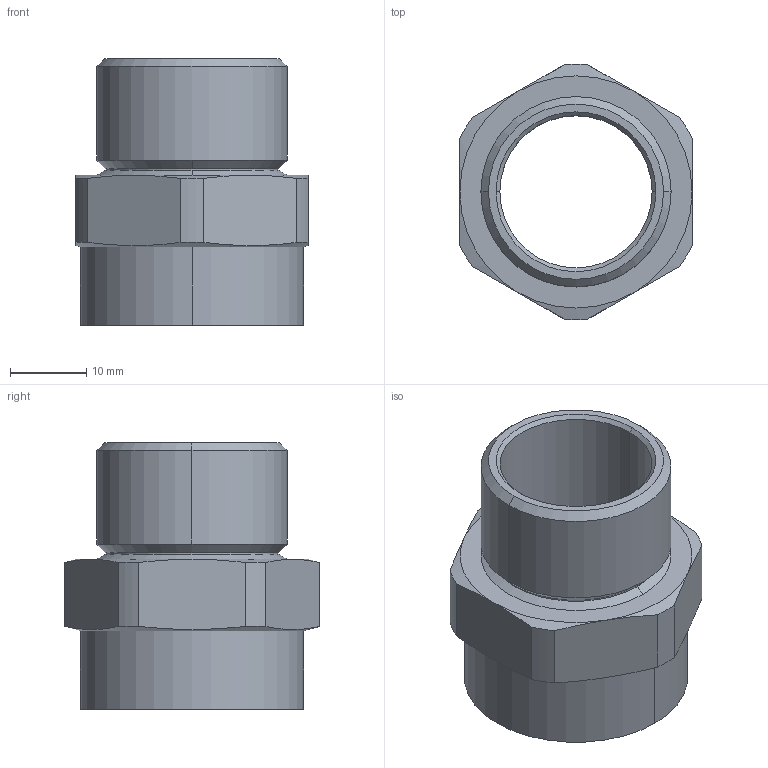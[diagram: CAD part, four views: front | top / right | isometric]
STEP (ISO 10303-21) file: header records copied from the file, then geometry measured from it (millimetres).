
FILE_DESCRIPTION (( 'STEP AP203' ), '1' );
FILE_NAME ('737DM3T2.STEP', '2016-09-27T13:39:00', ( '' ), ( '' ), 'SwSTEP 2.0', 'SolidWorks 2014', '' );
FILE_SCHEMA (( 'CONFIG_CONTROL_DESIGN' ));
Length unit declared in the file: millimetre
Products named in the file (1): 737DM3T2
Bounding box: 30.5 x 33.53 x 35 mm (x, y, z)
Volume: 8898.7 mm3; surface area: 6316.4 mm2
Topology: 1 solids, 1 shells, 44 faces, 104 edges, 64 vertices
Faces by surface type: cone 20, cylinder 14, plane 10
Entity records: 1383 total; most frequent: CARTESIAN_POINT 285, DIRECTION 224, ORIENTED_EDGE 208, EDGE_CURVE 104, AXIS2_PLACEMENT_3D 95, VERTEX_POINT 64, CIRCLE 50, EDGE_LOOP 48
